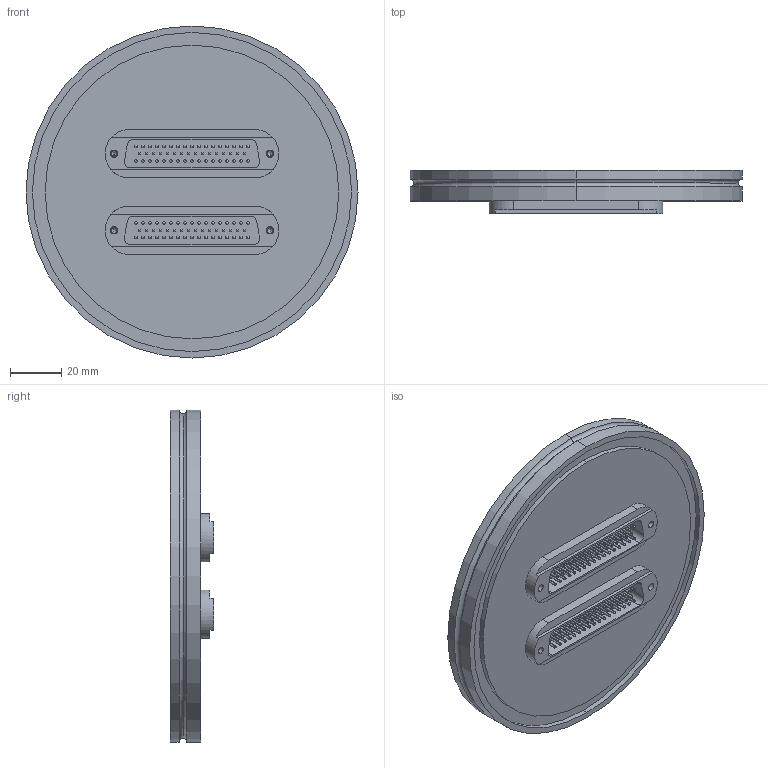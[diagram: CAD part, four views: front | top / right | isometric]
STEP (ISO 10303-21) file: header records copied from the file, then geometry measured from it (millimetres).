
FILE_DESCRIPTION (( 'STEP AP214' ), '1' );
FILE_NAME ('210-D50-ISO100-2.STEP', '2014-05-14T14:06:23', ( 'allectra' ), ( 'Microsoft' ), 'SwSTEP 2.0', 'SolidWorks 2013', '' );
FILE_SCHEMA (( 'AUTOMOTIVE_DESIGN' ));
Length unit declared in the file: millimetre
Products named in the file (5): 218-D50-SS_50pol; 9210-PIN-FENI; 9218-D50-SS_50 pin 1mm; 9210-D50-ISO100-2_DN100 ISO-K; 210-D50-ISO100-2
Assembly tree (118 placements, depth 3):
  210-D50-ISO100-2
    9210-D50-ISO100-2_DN100 ISO-K
    218-D50-SS_50pol  x2
      9218-D50-SS_50 pin 1mm
      9210-PIN-FENI
Bounding box: 130 x 17 x 130 mm (x, y, z)
Volume: 145449 mm3; surface area: 60691.7 mm2
Topology: 231 solids, 231 shells, 1264 faces, 3698 edges, 2450 vertices
Faces by surface type: cylinder 728, sphere 456, plane 60, cone 16, torus 4
Entity records: 7468 total; most frequent: DIRECTION 1448, CARTESIAN_POINT 1167, ORIENTED_EDGE 1024, AXIS2_PLACEMENT_3D 619, EDGE_CURVE 512, VERTEX_POINT 338, EDGE_LOOP 314, CIRCLE 302
